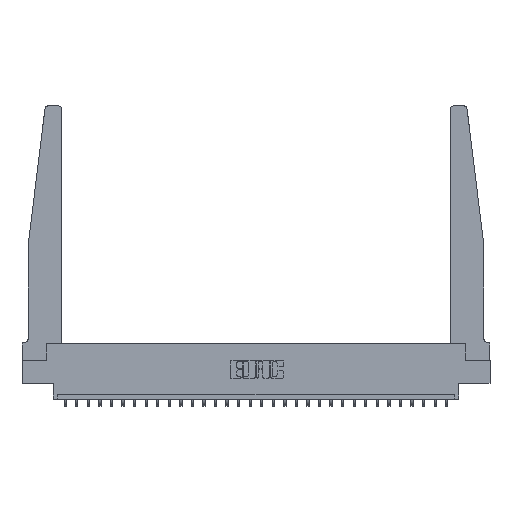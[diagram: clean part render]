
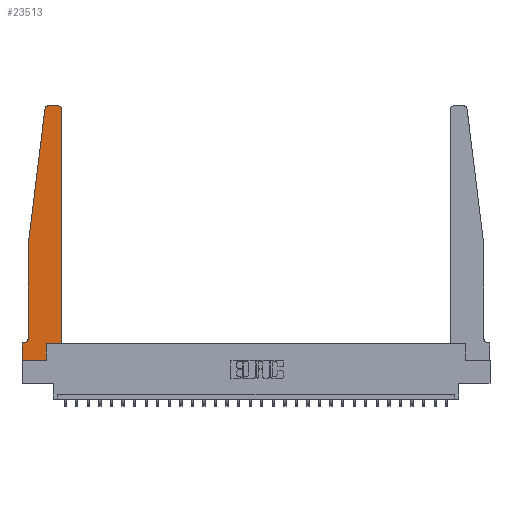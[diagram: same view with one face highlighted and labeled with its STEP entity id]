
A CAD part, top view. The second image highlights one B-rep face of the part: STEP entity #23513.
In plain terms, the highlighted planar face has unit normal (0, 0, 1).
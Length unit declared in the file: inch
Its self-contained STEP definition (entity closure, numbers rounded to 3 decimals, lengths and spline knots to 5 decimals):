
#38 = VECTOR ( 'NONE', #22750, 39.37008 ) ;
#608 = ORIENTED_EDGE ( 'NONE', *, *, #18713, .T. ) ;
#622 = VERTEX_POINT ( 'NONE', #11927 ) ;
#656 = ORIENTED_EDGE ( 'NONE', *, *, #12833, .T. ) ;
#959 = DIRECTION ( 'NONE',  ( 1., 0., 0. ) ) ;
#976 = CARTESIAN_POINT ( 'NONE',  ( 0.2605, 0.18, 0.37 ) ) ;
#1472 = FACE_OUTER_BOUND ( 'NONE', #26734, .T. ) ;
#1871 = CARTESIAN_POINT ( 'NONE',  ( 0.065, 1.25, 0.37 ) ) ;
#2636 = VECTOR ( 'NONE', #14885, 39.37008 ) ;
#2926 = EDGE_CURVE ( 'NONE', #622, #4544, #8336, .T. ) ;
#2967 = VERTEX_POINT ( 'NONE', #8748 ) ;
#2999 = LINE ( 'NONE', #14432, #5964 ) ;
#3035 = EDGE_CURVE ( 'NONE', #14950, #13274, #5006, .T. ) ;
#3181 = AXIS2_PLACEMENT_3D ( 'NONE', #15611, #23988, #11520 ) ;
#3481 = EDGE_CURVE ( 'NONE', #21677, #2967, #5647, .T. ) ;
#3610 = AXIS2_PLACEMENT_3D ( 'NONE', #17299, #4753, #19370 ) ;
#4050 = CARTESIAN_POINT ( 'NONE',  ( 0., 0., 0.37 ) ) ;
#4088 = VERTEX_POINT ( 'NONE', #14983 ) ;
#4144 = AXIS2_PLACEMENT_3D ( 'NONE', #22360, #9880, #24499 ) ;
#4181 = VECTOR ( 'NONE', #22298, 39.37008 ) ;
#4544 = VERTEX_POINT ( 'NONE', #25105 ) ;
#4753 = DIRECTION ( 'NONE',  ( 0., 0., -1. ) ) ;
#4869 = EDGE_CURVE ( 'NONE', #11054, #622, #21598, .T. ) ;
#4902 = VECTOR ( 'NONE', #959, 39.37008 ) ;
#4955 = ORIENTED_EDGE ( 'NONE', *, *, #3481, .T. ) ;
#5006 = CIRCLE ( 'NONE', #3610, 0.05 ) ;
#5404 = ORIENTED_EDGE ( 'NONE', *, *, #17857, .T. ) ;
#5619 = ORIENTED_EDGE ( 'NONE', *, *, #4869, .T. ) ;
#5647 = LINE ( 'NONE', #1871, #38 ) ;
#5964 = VECTOR ( 'NONE', #16530, 39.37008 ) ;
#6122 = EDGE_CURVE ( 'NONE', #15422, #21677, #25871, .T. ) ;
#6551 = CARTESIAN_POINT ( 'NONE',  ( 0.395, 2.75, 0.37 ) ) ;
#7626 = CARTESIAN_POINT ( 'NONE',  ( 0.065, 0.1875, 0.37 ) ) ;
#7747 = LINE ( 'NONE', #13466, #23080 ) ;
#8276 = LINE ( 'NONE', #12792, #2636 ) ;
#8336 = LINE ( 'NONE', #23233, #12597 ) ;
#8441 = EDGE_CURVE ( 'NONE', #12059, #15422, #26377, .T. ) ;
#8748 = CARTESIAN_POINT ( 'NONE',  ( 0.065, 1.25, 0.37 ) ) ;
#8888 = VECTOR ( 'NONE', #9742, 39.37008 ) ;
#9402 = PLANE ( 'NONE',  #3181 ) ;
#9679 = CARTESIAN_POINT ( 'NONE',  ( 0.27653, 2.72, 0.37 ) ) ;
#9742 = DIRECTION ( 'NONE',  ( -1., 0., 0. ) ) ;
#9880 = DIRECTION ( 'NONE',  ( 0., 0., 1. ) ) ;
#11054 = VERTEX_POINT ( 'NONE', #976 ) ;
#11308 = CARTESIAN_POINT ( 'NONE',  ( 0., 0.1875, 0.37 ) ) ;
#11401 = ORIENTED_EDGE ( 'NONE', *, *, #8441, .T. ) ;
#11494 = CARTESIAN_POINT ( 'NONE',  ( 0.425, 0.18, 0.37 ) ) ;
#11520 = DIRECTION ( 'NONE',  ( 1., 0., 0. ) ) ;
#11796 = DIRECTION ( 'NONE',  ( 1., 0., 0. ) ) ;
#11927 = CARTESIAN_POINT ( 'NONE',  ( 0.425, 0.18, 0.37 ) ) ;
#12059 = VERTEX_POINT ( 'NONE', #6551 ) ;
#12597 = VECTOR ( 'NONE', #25369, 39.37008 ) ;
#12792 = CARTESIAN_POINT ( 'NONE',  ( 0.065, 1.25, 0.37 ) ) ;
#12833 = EDGE_CURVE ( 'NONE', #4088, #11054, #7747, .T. ) ;
#13274 = VERTEX_POINT ( 'NONE', #25684 ) ;
#13410 = LINE ( 'NONE', #20178, #4181 ) ;
#13466 = CARTESIAN_POINT ( 'NONE',  ( 0.2605, 0.18, 0.37 ) ) ;
#13755 = ORIENTED_EDGE ( 'NONE', *, *, #6122, .T. ) ;
#14432 = CARTESIAN_POINT ( 'NONE',  ( 0., 0., 0.37 ) ) ;
#14885 = DIRECTION ( 'NONE',  ( 0., -1., 0. ) ) ;
#14950 = VERTEX_POINT ( 'NONE', #18957 ) ;
#14983 = CARTESIAN_POINT ( 'NONE',  ( 0.2605, 0., 0.37 ) ) ;
#15422 = VERTEX_POINT ( 'NONE', #20646 ) ;
#15611 = CARTESIAN_POINT ( 'NONE',  ( 0., 0.1875, 0.37 ) ) ;
#16530 = DIRECTION ( 'NONE',  ( 0., -1., 0. ) ) ;
#17299 = CARTESIAN_POINT ( 'NONE',  ( 0.015, 0.2375, 0.37 ) ) ;
#17544 = EDGE_CURVE ( 'NONE', #4544, #12059, #21007, .T. ) ;
#17857 = EDGE_CURVE ( 'NONE', #2967, #14950, #8276, .T. ) ;
#18392 = ORIENTED_EDGE ( 'NONE', *, *, #17544, .T. ) ;
#18713 = EDGE_CURVE ( 'NONE', #13274, #24199, #25554, .T. ) ;
#18957 = CARTESIAN_POINT ( 'NONE',  ( 0.065, 0.2375, 0.37 ) ) ;
#19370 = DIRECTION ( 'NONE',  ( -1., 0., 0. ) ) ;
#19466 = VERTEX_POINT ( 'NONE', #4050 ) ;
#20178 = CARTESIAN_POINT ( 'NONE',  ( 0., 0., 0.37 ) ) ;
#20229 = CARTESIAN_POINT ( 'NONE',  ( 0.25, 2.75, 0.37 ) ) ;
#20272 = ORIENTED_EDGE ( 'NONE', *, *, #26857, .T. ) ;
#20611 = EDGE_CURVE ( 'NONE', #19466, #4088, #13410, .T. ) ;
#20646 = CARTESIAN_POINT ( 'NONE',  ( 0.27653, 2.75, 0.37 ) ) ;
#20788 = VECTOR ( 'NONE', #24476, 39.37008 ) ;
#20992 = ORIENTED_EDGE ( 'NONE', *, *, #2926, .T. ) ;
#21007 = CIRCLE ( 'NONE', #4144, 0.03 ) ;
#21072 = CARTESIAN_POINT ( 'NONE',  ( 0.24675, 2.72367, 0.37 ) ) ;
#21598 = LINE ( 'NONE', #11494, #4902 ) ;
#21677 = VERTEX_POINT ( 'NONE', #21072 ) ;
#22298 = DIRECTION ( 'NONE',  ( 1., 0., 0. ) ) ;
#22360 = CARTESIAN_POINT ( 'NONE',  ( 0.395, 2.72, 0.37 ) ) ;
#22750 = DIRECTION ( 'NONE',  ( -0.122, -0.992, 0. ) ) ;
#23080 = VECTOR ( 'NONE', #23845, 39.37008 ) ;
#23233 = CARTESIAN_POINT ( 'NONE',  ( 0.425, 0.18, 0.37 ) ) ;
#23513 = ADVANCED_FACE ( 'NONE', ( #1472 ), #9402, .T. ) ;
#23845 = DIRECTION ( 'NONE',  ( 0., 1., 0. ) ) ;
#23988 = DIRECTION ( 'NONE',  ( 0., 0., 1. ) ) ;
#24199 = VERTEX_POINT ( 'NONE', #11308 ) ;
#24281 = DIRECTION ( 'NONE',  ( 0., 0., 1. ) ) ;
#24476 = DIRECTION ( 'NONE',  ( -1., 0., 0. ) ) ;
#24499 = DIRECTION ( 'NONE',  ( 1., 0., 0. ) ) ;
#25104 = AXIS2_PLACEMENT_3D ( 'NONE', #9679, #24281, #11796 ) ;
#25105 = CARTESIAN_POINT ( 'NONE',  ( 0.425, 2.72, 0.37 ) ) ;
#25369 = DIRECTION ( 'NONE',  ( 0., 1., 0. ) ) ;
#25554 = LINE ( 'NONE', #7626, #8888 ) ;
#25684 = CARTESIAN_POINT ( 'NONE',  ( 0.015, 0.1875, 0.37 ) ) ;
#25871 = CIRCLE ( 'NONE', #25104, 0.03 ) ;
#25915 = ORIENTED_EDGE ( 'NONE', *, *, #3035, .T. ) ;
#26377 = LINE ( 'NONE', #20229, #20788 ) ;
#26734 = EDGE_LOOP ( 'NONE', ( #11401, #13755, #4955, #5404, #25915, #608, #20272, #27096, #656, #5619, #20992, #18392 ) ) ;
#26857 = EDGE_CURVE ( 'NONE', #24199, #19466, #2999, .T. ) ;
#27096 = ORIENTED_EDGE ( 'NONE', *, *, #20611, .T. ) ;
